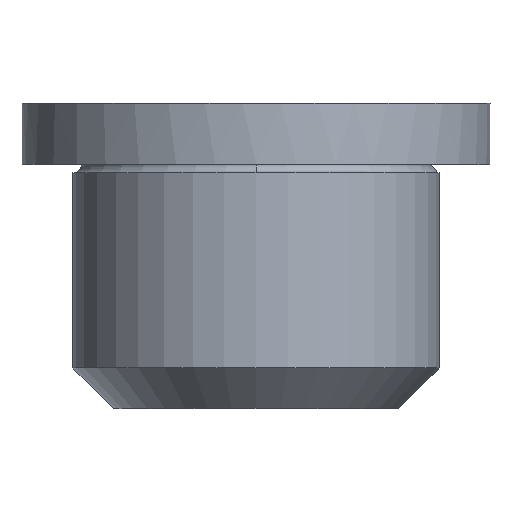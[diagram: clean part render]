
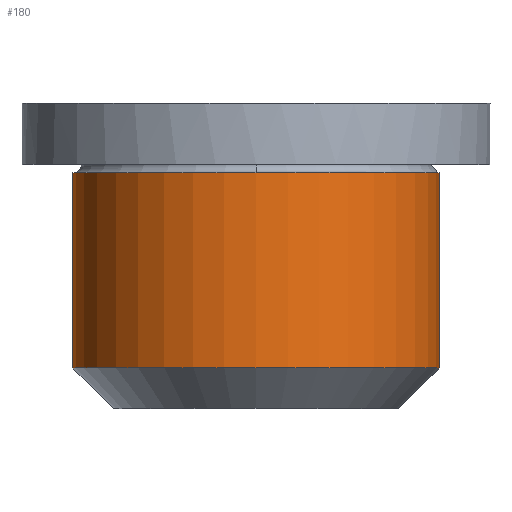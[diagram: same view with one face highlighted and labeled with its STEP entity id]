
A CAD part, top view. The second image highlights one B-rep face of the part: STEP entity #180.
In plain terms, the highlighted cylindrical face has radius 9 mm (diameter 18 mm), a partial arc.
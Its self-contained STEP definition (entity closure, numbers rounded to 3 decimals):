
#61=CARTESIAN_POINT('Vertex',(-9.,2.,0.)) ;
#77=CARTESIAN_POINT('Vertex',(9.,2.,0.)) ;
#80=CARTESIAN_POINT('Axis2P3D Location',(0.,2.,0.)) ;
#142=CARTESIAN_POINT('Axis2P3D Location',(0.,5.795,0.)) ;
#147=CARTESIAN_POINT('Line Origine',(9.,5.795,0.)) ;
#151=CARTESIAN_POINT('Vertex',(9.,11.59,0.)) ;
#154=CARTESIAN_POINT('Axis2P3D Location',(0.,11.59,0.)) ;
#158=CARTESIAN_POINT('Vertex',(0.,11.59,9.)) ;
#161=CARTESIAN_POINT('Axis2P3D Location',(0.,11.59,0.)) ;
#165=CARTESIAN_POINT('Vertex',(-9.,11.59,0.)) ;
#168=CARTESIAN_POINT('Line Origine',(-9.,5.795,0.)) ;
#81=DIRECTION('Axis2P3D Direction',(0.,1.,0.)) ;
#143=DIRECTION('Axis2P3D Direction',(0.,-1.,0.)) ;
#144=DIRECTION('Axis2P3D XDirection',(1.,0.,0.)) ;
#148=DIRECTION('Vector Direction',(0.,-1.,0.)) ;
#155=DIRECTION('Axis2P3D Direction',(0.,-1.,0.)) ;
#162=DIRECTION('Axis2P3D Direction',(0.,-1.,0.)) ;
#169=DIRECTION('Vector Direction',(0.,-1.,0.)) ;
#82=AXIS2_PLACEMENT_3D('Circle Axis2P3D',#80,#81,$) ;
#145=AXIS2_PLACEMENT_3D('Cylinder Axis2P3D',#142,#143,#144) ;
#156=AXIS2_PLACEMENT_3D('Circle Axis2P3D',#154,#155,$) ;
#163=AXIS2_PLACEMENT_3D('Circle Axis2P3D',#161,#162,$) ;
#174=ORIENTED_EDGE('',*,*,#153,.T.) ;
#175=ORIENTED_EDGE('',*,*,#160,.T.) ;
#176=ORIENTED_EDGE('',*,*,#167,.T.) ;
#177=ORIENTED_EDGE('',*,*,#172,.F.) ;
#178=ORIENTED_EDGE('',*,*,#84,.F.) ;
#149=VECTOR('Line Direction',#148,1.) ;
#170=VECTOR('Line Direction',#169,1.) ;
#180=ADVANCED_FACE('Body1',(#179),#146,.T.) ;
#83=CIRCLE('generated circle',#82,9.) ;
#157=CIRCLE('generated circle',#156,9.) ;
#164=CIRCLE('generated circle',#163,9.) ;
#146=CYLINDRICAL_SURFACE('generated cylinder',#145,9.) ;
#84=EDGE_CURVE('',#78,#62,#83,.F.) ;
#153=EDGE_CURVE('',#78,#152,#150,.F.) ;
#160=EDGE_CURVE('',#152,#159,#157,.T.) ;
#167=EDGE_CURVE('',#159,#166,#164,.T.) ;
#172=EDGE_CURVE('',#62,#166,#171,.F.) ;
#173=EDGE_LOOP('',(#174,#175,#176,#177,#178)) ;
#179=FACE_OUTER_BOUND('',#173,.T.) ;
#150=LINE('Line',#147,#149) ;
#171=LINE('Line',#168,#170) ;
#62=VERTEX_POINT('',#61) ;
#78=VERTEX_POINT('',#77) ;
#152=VERTEX_POINT('',#151) ;
#159=VERTEX_POINT('',#158) ;
#166=VERTEX_POINT('',#165) ;
